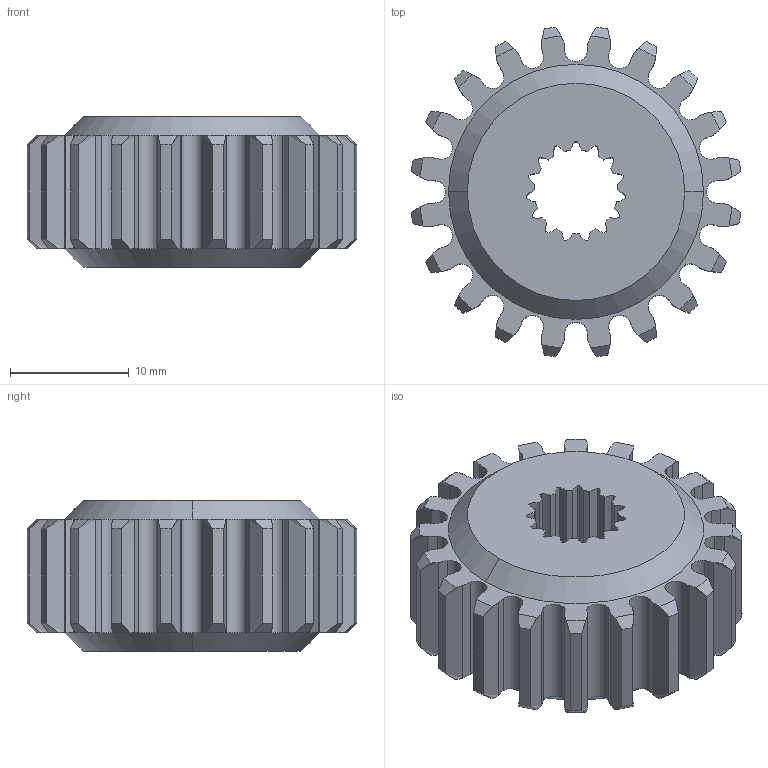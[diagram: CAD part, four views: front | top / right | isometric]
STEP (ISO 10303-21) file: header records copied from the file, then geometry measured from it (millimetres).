
FILE_DESCRIPTION (( 'STEP AP203' ), '1' );
FILE_NAME ('REV-21-4007_RevB_UNLINKED.STEP', '2025-11-24T21:02:38', ( '' ), ( '' ), 'SwSTEP 2.0', 'SolidWorks 2022', '' );
FILE_SCHEMA (( 'CONFIG_CONTROL_DESIGN' ));
Length unit declared in the file: millimetre
Products named in the file (1): REV-21-4007_RevB_UNLINKED
Bounding box: 27.73 x 27.73 x 12.7 mm (x, y, z)
Volume: 5022.9 mm3; surface area: 2950.3 mm2
Topology: 1 solids, 1 shells, 357 faces, 1041 edges, 694 vertices
Faces by surface type: bspline 123, plane 111, cylinder 79, cone 44
Entity records: 15998 total; most frequent: CARTESIAN_POINT 7270, ORIENTED_EDGE 2082, DIRECTION 1393, EDGE_CURVE 1041, VERTEX_POINT 694, VECTOR 503, LINE 503, AXIS2_PLACEMENT_3D 445
